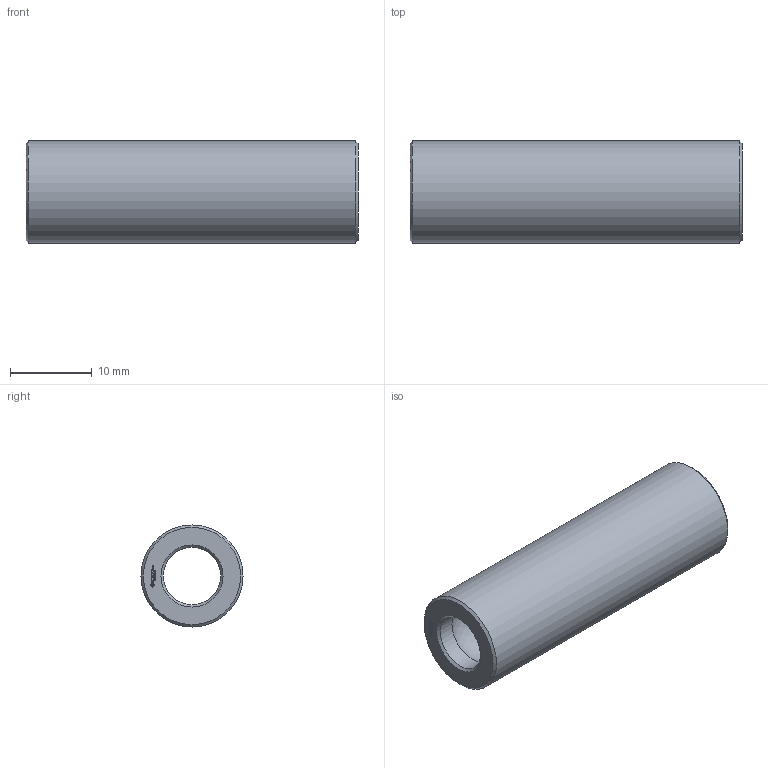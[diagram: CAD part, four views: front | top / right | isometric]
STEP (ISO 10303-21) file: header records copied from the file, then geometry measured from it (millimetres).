
FILE_DESCRIPTION(('FreeCAD Model'),'2;1');
FILE_NAME('Open CASCADE Shape Model','2021-10-18T22:44:03',( 'Paulo Kiefe'),('STEMFIE.org'),'Open CASCADE STEP processor 7.4', 'FreeCAD','Unknown');
FILE_SCHEMA(('AUTOMOTIVE_DESIGN { 1 0 10303 214 1 1 1 1 }'));
Length unit declared in the file: millimetre
Products named in the file (1): Spacer_FRE_BU03.25x01.00_-_SPN-SPR-0062_(stemfie.org)
Bounding box: 40.62 x 12.5 x 12.5 mm (x, y, z)
Volume: 3285.9 mm3; surface area: 2686.9 mm2
Topology: 1 solids, 1 shells, 520 faces, 1447 edges, 962 vertices
Faces by surface type: plane 302, extrusion 208, cylinder 4, cone 4, sphere 2
Full cylindrical faces by diameter (mm): 7 x3, 12.5 x1
Entity records: 35554 total; most frequent: CARTESIAN_POINT 7904, DIRECTION 4357, VECTOR 3699, LINE 3491, ORIENTED_EDGE 2894, PCURVE 2894, DEFINITIONAL_REPRESENTATION 2894, EDGE_CURVE 1447
